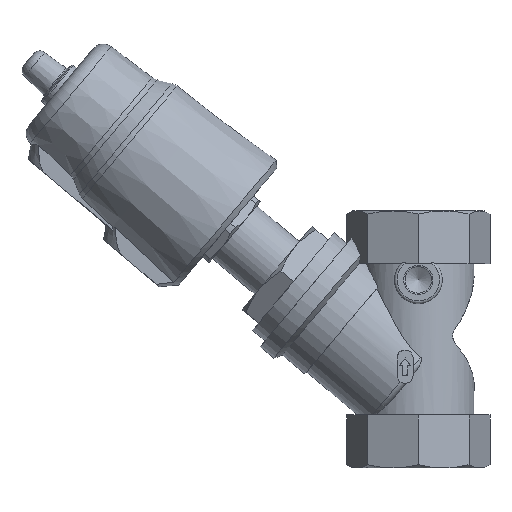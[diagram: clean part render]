
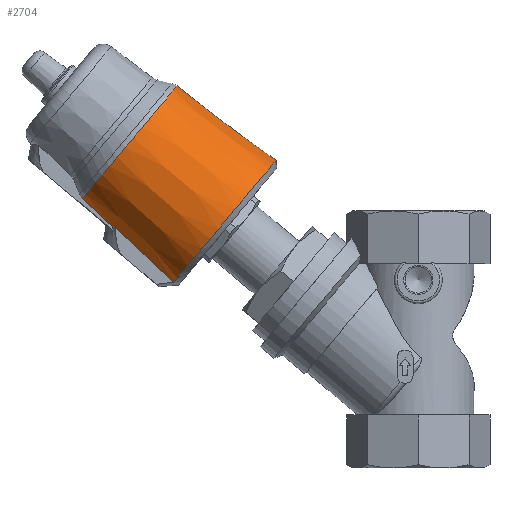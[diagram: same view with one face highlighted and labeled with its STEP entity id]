
A CAD part, left-side view. The second image highlights one B-rep face of the part: STEP entity #2704.
In plain terms, the highlighted conical face has half-angle 3 degrees and reference radius 28.445 mm.
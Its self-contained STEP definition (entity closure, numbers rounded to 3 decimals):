
#49=CONICAL_SURFACE('',#3000,28.445,0.052);
#536=B_SPLINE_CURVE_WITH_KNOTS('',3,(#4606,#4607,#4608,#4609,#4610,#4611,
#4612,#4613,#4614,#4615,#4616,#4617,#4618,#4619,#4620,#4621,#4622,#4623,
#4624,#4625,#4626,#4627,#4628,#4629,#4630,#4631,#4632,#4633,#4634,#4635,
#4636,#4637,#4638,#4639,#4640,#4641,#4642,#4643,#4644,#4645,#4646,#4647,
#4648),.UNSPECIFIED.,.F.,.F.,(4,1,1,1,1,1,1,1,1,1,1,1,1,1,1,1,1,1,1,1,1,
1,1,1,1,1,1,1,1,1,1,1,1,1,1,1,1,1,1,1,4),(0.107,0.112,
0.115,0.118,0.123,0.126,
0.129,0.131,0.134,0.137,
0.14,0.142,0.145,0.15,
0.153,0.156,0.161,0.164,
0.167,0.172,0.177,0.183,
0.188,0.194,0.199,0.205,
0.21,0.215,0.221,0.226,
0.232,0.237,0.243,0.248,
0.253,0.259,0.264,0.267,
0.27,0.275,0.28),.UNSPECIFIED.);
#550=B_SPLINE_CURVE_WITH_KNOTS('',3,(#4786,#4787,#4788,#4789),
 .UNSPECIFIED.,.F.,.F.,(4,4),(0.057,0.073),
 .UNSPECIFIED.);
#553=B_SPLINE_CURVE_WITH_KNOTS('',3,(#4803,#4804,#4805,#4806),
 .UNSPECIFIED.,.F.,.F.,(4,4),(0.057,0.073),
 .UNSPECIFIED.);
#555=B_SPLINE_CURVE_WITH_KNOTS('',3,(#4813,#4814,#4815,#4816),
 .UNSPECIFIED.,.F.,.F.,(4,4),(0.,0.002),
 .UNSPECIFIED.);
#558=B_SPLINE_CURVE_WITH_KNOTS('',3,(#4836,#4837,#4838,#4839),
 .UNSPECIFIED.,.F.,.F.,(4,4),(0.02,0.022),
 .UNSPECIFIED.);
#559=B_SPLINE_CURVE_WITH_KNOTS('',3,(#4846,#4847,#4848,#4849),
 .UNSPECIFIED.,.F.,.F.,(4,4),(0.001,0.031),
 .UNSPECIFIED.);
#560=B_SPLINE_CURVE_WITH_KNOTS('',3,(#4851,#4852,#4853,#4854),
 .UNSPECIFIED.,.F.,.F.,(4,4),(0.001,0.031),
 .UNSPECIFIED.);
#937=ORIENTED_EDGE('',*,*,#1639,.T.);
#938=ORIENTED_EDGE('',*,*,#1588,.T.);
#939=ORIENTED_EDGE('',*,*,#1640,.F.);
#940=ORIENTED_EDGE('',*,*,#1631,.T.);
#941=ORIENTED_EDGE('',*,*,#1629,.F.);
#942=ORIENTED_EDGE('',*,*,#1627,.T.);
#943=ORIENTED_EDGE('',*,*,#1625,.T.);
#944=ORIENTED_EDGE('',*,*,#1635,.T.);
#1588=EDGE_CURVE('',#1947,#1946,#536,.T.);
#1625=EDGE_CURVE('',#1976,#1975,#550,.T.);
#1627=EDGE_CURVE('',#1977,#1976,#2160,.T.);
#1629=EDGE_CURVE('',#1977,#1978,#553,.T.);
#1631=EDGE_CURVE('',#1979,#1978,#555,.T.);
#1635=EDGE_CURVE('',#1975,#1982,#558,.T.);
#1639=EDGE_CURVE('',#1982,#1947,#559,.T.);
#1640=EDGE_CURVE('',#1979,#1946,#560,.T.);
#1946=VERTEX_POINT('',#4605);
#1947=VERTEX_POINT('',#4649);
#1975=VERTEX_POINT('',#4785);
#1976=VERTEX_POINT('',#4790);
#1977=VERTEX_POINT('',#4797);
#1978=VERTEX_POINT('',#4807);
#1979=VERTEX_POINT('',#4817);
#1982=VERTEX_POINT('',#4835);
#2160=CIRCLE('',#2992,28.445);
#2273=EDGE_LOOP('',(#937,#938,#939,#940,#941,#942,#943,#944));
#2485=FACE_BOUND('',#2273,.T.);
#2704=ADVANCED_FACE('',(#2485),#49,.T.);
#2992=AXIS2_PLACEMENT_3D('',#4796,#3513,#3514);
#3000=AXIS2_PLACEMENT_3D('',#4855,#3531,#3532);
#3513=DIRECTION('',(0.643,-0.766,0.));
#3514=DIRECTION('',(0.766,0.643,0.));
#3531=DIRECTION('',(0.643,-0.766,0.));
#3532=DIRECTION('',(0.766,0.643,0.));
#4605=CARTESIAN_POINT('',(-70.064,92.317,10.));
#4606=CARTESIAN_POINT('',(-70.064,92.317,-10.));
#4607=CARTESIAN_POINT('',(-70.511,91.942,-11.705));
#4608=CARTESIAN_POINT('',(-71.349,91.238,-14.182));
#4609=CARTESIAN_POINT('',(-72.812,90.01,-17.301));
#4610=CARTESIAN_POINT('',(-74.455,88.632,-20.196));
#4611=CARTESIAN_POINT('',(-76.382,87.015,-22.802));
#4612=CARTESIAN_POINT('',(-78.574,85.175,-25.07));
#4613=CARTESIAN_POINT('',(-80.303,83.725,-26.554));
#4614=CARTESIAN_POINT('',(-82.123,82.197,-27.838));
#4615=CARTESIAN_POINT('',(-84.046,80.584,-28.92));
#4616=CARTESIAN_POINT('',(-86.031,78.918,-29.774));
#4617=CARTESIAN_POINT('',(-88.045,77.228,-30.391));
#4618=CARTESIAN_POINT('',(-90.094,75.509,-30.779));
#4619=CARTESIAN_POINT('',(-92.889,73.163,-30.982));
#4620=CARTESIAN_POINT('',(-95.651,70.845,-30.702));
#4621=CARTESIAN_POINT('',(-98.353,68.577,-29.959));
#4622=CARTESIAN_POINT('',(-101.035,66.327,-28.891));
#4623=CARTESIAN_POINT('',(-103.547,64.219,-27.392));
#4624=CARTESIAN_POINT('',(-105.893,62.25,-25.477));
#4625=CARTESIAN_POINT('',(-108.13,60.374,-23.268));
#4626=CARTESIAN_POINT('',(-110.577,58.32,-20.112));
#4627=CARTESIAN_POINT('',(-113.011,56.277,-15.623));
#4628=CARTESIAN_POINT('',(-114.773,54.799,-10.737));
#4629=CARTESIAN_POINT('',(-115.875,53.874,-5.442));
#4630=CARTESIAN_POINT('',(-116.241,53.567,0.007));
#4631=CARTESIAN_POINT('',(-115.876,53.874,5.433));
#4632=CARTESIAN_POINT('',(-114.774,54.798,10.733));
#4633=CARTESIAN_POINT('',(-113.013,56.276,15.619));
#4634=CARTESIAN_POINT('',(-110.58,58.318,20.108));
#4635=CARTESIAN_POINT('',(-107.64,60.785,23.901));
#4636=CARTESIAN_POINT('',(-104.17,63.696,27.024));
#4637=CARTESIAN_POINT('',(-100.411,66.851,29.263));
#4638=CARTESIAN_POINT('',(-96.329,70.276,30.637));
#4639=CARTESIAN_POINT('',(-92.208,73.734,31.05));
#4640=CARTESIAN_POINT('',(-88.016,77.252,30.507));
#4641=CARTESIAN_POINT('',(-84.035,80.593,29.042));
#4642=CARTESIAN_POINT('',(-80.244,83.774,26.649));
#4643=CARTESIAN_POINT('',(-77.455,86.114,24.015));
#4644=CARTESIAN_POINT('',(-75.417,87.824,21.499));
#4645=CARTESIAN_POINT('',(-73.587,89.36,18.798));
#4646=CARTESIAN_POINT('',(-71.646,90.989,15.048));
#4647=CARTESIAN_POINT('',(-70.51,91.942,11.704));
#4648=CARTESIAN_POINT('',(-70.064,92.317,10.));
#4649=CARTESIAN_POINT('',(-70.064,92.317,-10.));
#4785=CARTESIAN_POINT('',(-91.029,115.387,-8.5));
#4786=CARTESIAN_POINT('',(-101.675,126.747,-8.5));
#4787=CARTESIAN_POINT('',(-98.126,122.961,-8.5));
#4788=CARTESIAN_POINT('',(-94.577,119.174,-8.5));
#4789=CARTESIAN_POINT('',(-91.029,115.387,-8.5));
#4790=CARTESIAN_POINT('',(-101.675,126.747,-8.5));
#4796=CARTESIAN_POINT('',(-122.47,109.298,0.));
#4797=CARTESIAN_POINT('',(-101.675,126.747,8.5));
#4803=CARTESIAN_POINT('',(-101.675,126.747,8.5));
#4804=CARTESIAN_POINT('',(-98.126,122.961,8.5));
#4805=CARTESIAN_POINT('',(-94.577,119.174,8.5));
#4806=CARTESIAN_POINT('',(-91.029,115.387,8.5));
#4807=CARTESIAN_POINT('',(-91.029,115.387,8.5));
#4813=CARTESIAN_POINT('',(-90.692,114.299,10.));
#4814=CARTESIAN_POINT('',(-90.821,114.69,9.52));
#4815=CARTESIAN_POINT('',(-90.932,115.052,9.02));
#4816=CARTESIAN_POINT('',(-91.029,115.387,8.5));
#4817=CARTESIAN_POINT('',(-90.692,114.299,10.));
#4835=CARTESIAN_POINT('',(-90.692,114.299,-10.));
#4836=CARTESIAN_POINT('',(-91.029,115.387,-8.5));
#4837=CARTESIAN_POINT('',(-90.931,115.051,-9.022));
#4838=CARTESIAN_POINT('',(-90.82,114.688,-9.523));
#4839=CARTESIAN_POINT('',(-90.692,114.299,-10.));
#4846=CARTESIAN_POINT('',(-90.692,114.299,-10.));
#4847=CARTESIAN_POINT('',(-83.815,106.973,-10.));
#4848=CARTESIAN_POINT('',(-76.939,99.645,-10.));
#4849=CARTESIAN_POINT('',(-70.064,92.317,-10.));
#4851=CARTESIAN_POINT('',(-90.692,114.299,10.));
#4852=CARTESIAN_POINT('',(-83.815,106.973,10.));
#4853=CARTESIAN_POINT('',(-76.939,99.645,10.));
#4854=CARTESIAN_POINT('',(-70.064,92.317,10.));
#4855=CARTESIAN_POINT('',(-122.47,109.298,0.));
